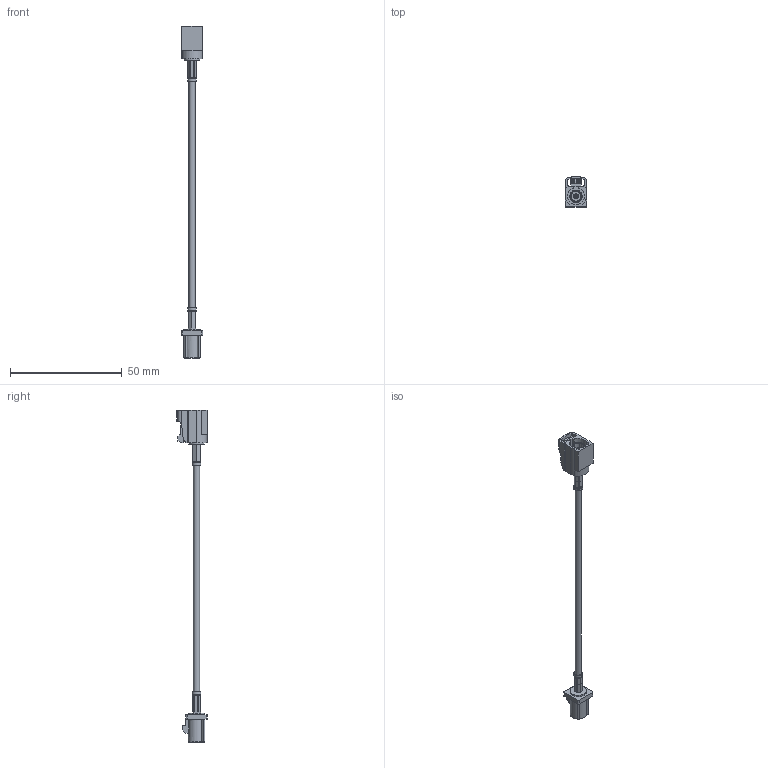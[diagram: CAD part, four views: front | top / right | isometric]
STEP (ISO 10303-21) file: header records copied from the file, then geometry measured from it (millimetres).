
FILE_DESCRIPTION (( 'STEP AP203' ), '1' );
FILE_NAME ('PE38752K_3D.step', '2022-02-08T19:52:29', ( '' ), ( '' ), 'SwSTEP 2.0', 'SolidWorks 2021', '' );
FILE_SCHEMA (( 'CONFIG_CONTROL_DESIGN' ));
Length unit declared in the file: inch
Products named in the file (5): PE44646K_3D.step; PE44646K^PE44646K.step; PE38752K_3D; PE45404K^PE44646K.step; RG174AU^PE44646K_RG174A-U.step
Assembly tree (4 placements, depth 3):
  PE38752K_3D
    PE44646K_3D.step
      RG174AU^PE44646K_RG174A-U.step
      PE44646K^PE44646K.step
      PE45404K^PE44646K.step
Bounding box: 9.5 x 13.58 x 148.88 mm (x, y, z)
Volume: 2362.7 mm3; surface area: 3896.4 mm2
Topology: 7 solids, 7 shells, 305 faces, 805 edges, 530 vertices
Faces by surface type: plane 173, cylinder 105, cone 18, bspline 6, torus 3
Full cylindrical faces by diameter (mm): 0.48 x1, 0.5 x1, 0.508 x1, 0.55 x1, 0.6 x1, 0.812 x1, 0.885 x1, 0.94 x1, 1.016 x1, 1.02 x1, 1.022 x2, 1.2 x2, 1.7 x2, 2.032 x1, 2.286 x1, 2.7 x2, 2.794 x1, 3.073 x1, 3.302 x1, 3.48 x2, 3.988 x2, 4.497 x1, 5.513 x1, 6.401 x1, 6.883 x1, 7.366 x1, 7.417 x1
Entity records: 13415 total; most frequent: CARTESIAN_POINT 5865, ORIENTED_EDGE 1464, DIRECTION 1341, EDGE_CURVE 732, VERTEX_POINT 511, AXIS2_PLACEMENT_3D 480, EDGE_LOOP 385, LINE 381
